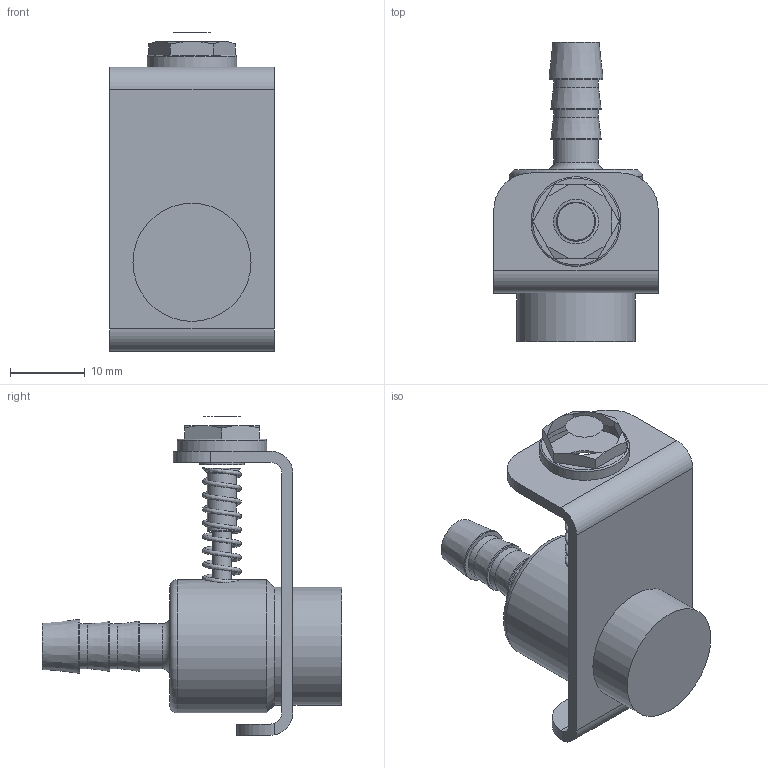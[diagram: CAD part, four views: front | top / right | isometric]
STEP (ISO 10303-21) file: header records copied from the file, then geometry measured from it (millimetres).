
FILE_DESCRIPTION(/* description */ (''),/* implementation_level */ '2;1');
FILE_NAME(/* name */ '800088.stp',/* time_stamp */ '2024-10-18T10:40:23+02:00',/* author */ ('mbs'),/* organization */ (''),/* preprocessor_version */ 'ST-DEVELOPER v20',/* originating_system */ 'Autodesk Inventor 2024',/* authorisation */ '');
FILE_SCHEMA (('AUTOMOTIVE_DESIGN { 1 0 10303 214 3 1 1 }'));
Length unit declared in the file: millimetre
Products named in the file (1): 800088
Bounding box: 22 x 40 x 42.6 mm (x, y, z)
Volume: 7878.3 mm3; surface area: 4721.6 mm2
Topology: 1 solids, 1 shells, 61 faces, 141 edges, 90 vertices
Faces by surface type: plane 26, cylinder 21, cone 7, torus 5, bspline 2
Full cylindrical faces by diameter (mm): 2.5 x1, 3.9 x1, 6 x4, 6.7 x2, 7.2 x1, 12 x1, 15.8 x2, 17.8 x1
Entity records: 3761 total; most frequent: CARTESIAN_POINT 2245, DIRECTION 296, ORIENTED_EDGE 282, EDGE_CURVE 141, AXIS2_PLACEMENT_3D 118, VERTEX_POINT 90, EDGE_LOOP 73, STYLED_ITEM 62
